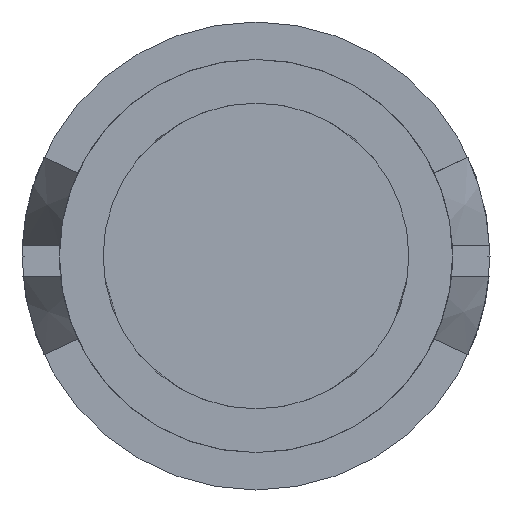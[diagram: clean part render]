
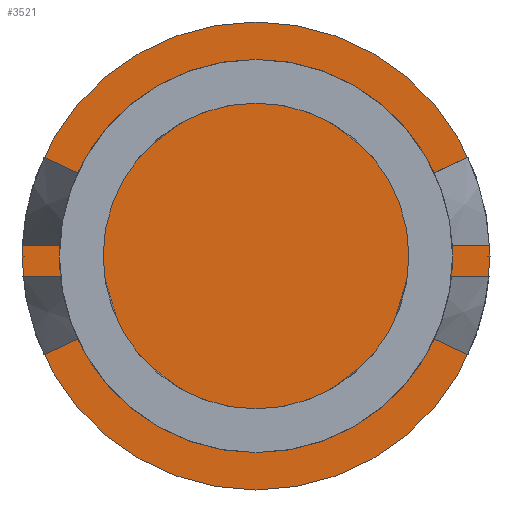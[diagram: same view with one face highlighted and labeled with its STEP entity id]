
A CAD part, front view. The second image highlights one B-rep face of the part: STEP entity #3521.
In plain terms, the highlighted planar face has unit normal (0, -1, 0).
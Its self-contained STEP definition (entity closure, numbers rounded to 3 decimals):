
#217 = ORIENTED_EDGE ( 'NONE', *, *, #8968, .F. ) ;
#309 = DIRECTION ( 'NONE',  ( 0., 0., -1. ) ) ;
#966 = CARTESIAN_POINT ( 'NONE',  ( 5.238, 9., 3.5 ) ) ;
#1113 = AXIS2_PLACEMENT_3D ( 'NONE', #14907, #10173, #2466 ) ;
#1252 = CARTESIAN_POINT ( 'NONE',  ( -7.5, 9., 3.5 ) ) ;
#1268 = DIRECTION ( 'NONE',  ( 0., 1., 0. ) ) ;
#1310 = CARTESIAN_POINT ( 'NONE',  ( -3.429, 9., -3.5 ) ) ;
#1622 = AXIS2_PLACEMENT_3D ( 'NONE', #7412, #1268, #7478 ) ;
#1646 = LINE ( 'NONE', #14657, #12785 ) ;
#1724 = CARTESIAN_POINT ( 'NONE',  ( 0., 9., -6.3 ) ) ;
#2233 = CARTESIAN_POINT ( 'NONE',  ( 6.3, 9., 0. ) ) ;
#2399 = CIRCLE ( 'NONE', #10149, 7.5 ) ;
#2466 = DIRECTION ( 'NONE',  ( 0., 0., -1. ) ) ;
#2906 = VERTEX_POINT ( 'NONE', #9084 ) ;
#3015 = CARTESIAN_POINT ( 'NONE',  ( 0., 9., 0. ) ) ;
#3025 = ORIENTED_EDGE ( 'NONE', *, *, #14255, .T. ) ;
#3131 = CIRCLE ( 'NONE', #10667, 4.9 ) ;
#3204 = VERTEX_POINT ( 'NONE', #1310 ) ;
#3269 = DIRECTION ( 'NONE',  ( 0., -1., 0. ) ) ;
#3316 = DIRECTION ( 'NONE',  ( 0., 0., -1. ) ) ;
#3353 = CARTESIAN_POINT ( 'NONE',  ( -3.429, 9., 3.5 ) ) ;
#3521 = ADVANCED_FACE ( 'NONE', ( #3876, #5083, #15741 ), #14471, .T. ) ;
#3619 = EDGE_CURVE ( 'NONE', #4210, #10746, #3131, .T. ) ;
#3755 = EDGE_CURVE ( 'NONE', #15604, #19194, #8209, .T. ) ;
#3768 = ORIENTED_EDGE ( 'NONE', *, *, #17663, .F. ) ;
#3812 = CARTESIAN_POINT ( 'NONE',  ( 0., 9., 6.3 ) ) ;
#3876 = FACE_BOUND ( 'NONE', #18693, .T. ) ;
#4061 = CIRCLE ( 'NONE', #10180, 4.9 ) ;
#4210 = VERTEX_POINT ( 'NONE', #4723 ) ;
#4270 = CARTESIAN_POINT ( 'NONE',  ( 0., 9., 4.9 ) ) ;
#4385 = ORIENTED_EDGE ( 'NONE', *, *, #12051, .F. ) ;
#4704 = DIRECTION ( 'NONE',  ( 0., -1., 0. ) ) ;
#4723 = CARTESIAN_POINT ( 'NONE',  ( 3.429, 9., -3.5 ) ) ;
#4765 = DIRECTION ( 'NONE',  ( 0., 0., -1. ) ) ;
#4859 = EDGE_LOOP ( 'NONE', ( #8497, #3025, #8489, #12199, #10253, #3768 ) ) ;
#5083 = FACE_BOUND ( 'NONE', #4859, .T. ) ;
#5138 = DIRECTION ( 'NONE',  ( 0., 0., -1. ) ) ;
#5627 = CARTESIAN_POINT ( 'NONE',  ( 0., 9., 0. ) ) ;
#5757 = EDGE_CURVE ( 'NONE', #11290, #8089, #17417, .T. ) ;
#5761 = DIRECTION ( 'NONE',  ( 0., -1., 0. ) ) ;
#5813 = ORIENTED_EDGE ( 'NONE', *, *, #5757, .F. ) ;
#6019 = CARTESIAN_POINT ( 'NONE',  ( 3.429, 9., 3.5 ) ) ;
#6517 = VERTEX_POINT ( 'NONE', #966 ) ;
#6569 = DIRECTION ( 'NONE',  ( 0., 1., 0. ) ) ;
#6966 = VECTOR ( 'NONE', #7725, 1000. ) ;
#7001 = DIRECTION ( 'NONE',  ( 1., 0., 0. ) ) ;
#7412 = CARTESIAN_POINT ( 'NONE',  ( 0., 9., 0. ) ) ;
#7466 = CARTESIAN_POINT ( 'NONE',  ( -7.5, 9., -3.5 ) ) ;
#7478 = DIRECTION ( 'NONE',  ( 0., 0., -1. ) ) ;
#7642 = EDGE_CURVE ( 'NONE', #11536, #17605, #2399, .T. ) ;
#7689 = CARTESIAN_POINT ( 'NONE',  ( 0., 9., 0. ) ) ;
#7725 = DIRECTION ( 'NONE',  ( 1., 0., 0. ) ) ;
#7940 = DIRECTION ( 'NONE',  ( 0., 0., -1. ) ) ;
#7988 = ORIENTED_EDGE ( 'NONE', *, *, #7642, .T. ) ;
#8089 = VERTEX_POINT ( 'NONE', #18375 ) ;
#8184 = AXIS2_PLACEMENT_3D ( 'NONE', #3015, #3269, #7940 ) ;
#8209 = CIRCLE ( 'NONE', #11041, 6.3 ) ;
#8371 = CIRCLE ( 'NONE', #14452, 6.3 ) ;
#8489 = ORIENTED_EDGE ( 'NONE', *, *, #13621, .F. ) ;
#8497 = ORIENTED_EDGE ( 'NONE', *, *, #3619, .F. ) ;
#8848 = DIRECTION ( 'NONE',  ( 0., 0., -1. ) ) ;
#8919 = DIRECTION ( 'NONE',  ( 0., 1., 0. ) ) ;
#8968 = EDGE_CURVE ( 'NONE', #19809, #18832, #15473, .T. ) ;
#9012 = DIRECTION ( 'NONE',  ( 1., 0., 0. ) ) ;
#9045 = CARTESIAN_POINT ( 'NONE',  ( 0., 9., 0. ) ) ;
#9084 = CARTESIAN_POINT ( 'NONE',  ( 5.238, 9., -3.5 ) ) ;
#9363 = VECTOR ( 'NONE', #15041, 1000. ) ;
#9406 = EDGE_CURVE ( 'NONE', #15604, #3204, #9888, .T. ) ;
#9464 = ORIENTED_EDGE ( 'NONE', *, *, #17101, .F. ) ;
#9691 = EDGE_CURVE ( 'NONE', #17605, #11536, #10874, .T. ) ;
#9863 = DIRECTION ( 'NONE',  ( 0., -1., 0. ) ) ;
#9888 = LINE ( 'NONE', #7466, #18153 ) ;
#10149 = AXIS2_PLACEMENT_3D ( 'NONE', #7689, #20049, #4765 ) ;
#10173 = DIRECTION ( 'NONE',  ( 0., -1., 0. ) ) ;
#10180 = AXIS2_PLACEMENT_3D ( 'NONE', #15023, #8919, #18157 ) ;
#10253 = ORIENTED_EDGE ( 'NONE', *, *, #9406, .T. ) ;
#10629 = CARTESIAN_POINT ( 'NONE',  ( 7.5, 9., 0. ) ) ;
#10652 = DIRECTION ( 'NONE',  ( 0., 0., -1. ) ) ;
#10667 = AXIS2_PLACEMENT_3D ( 'NONE', #9045, #19930, #10677 ) ;
#10677 = DIRECTION ( 'NONE',  ( 0., 0., -1. ) ) ;
#10746 = VERTEX_POINT ( 'NONE', #13143 ) ;
#10874 = CIRCLE ( 'NONE', #14187, 7.5 ) ;
#10972 = CARTESIAN_POINT ( 'NONE',  ( 0., 9., 0. ) ) ;
#11041 = AXIS2_PLACEMENT_3D ( 'NONE', #16958, #4704, #10652 ) ;
#11290 = VERTEX_POINT ( 'NONE', #3812 ) ;
#11536 = VERTEX_POINT ( 'NONE', #10629 ) ;
#12051 = EDGE_CURVE ( 'NONE', #18832, #6517, #1646, .T. ) ;
#12199 = ORIENTED_EDGE ( 'NONE', *, *, #3755, .F. ) ;
#12455 = CARTESIAN_POINT ( 'NONE',  ( 0., 9., 0. ) ) ;
#12500 = CIRCLE ( 'NONE', #1622, 4.9 ) ;
#12522 = CARTESIAN_POINT ( 'NONE',  ( -7.5, 9., -3.5 ) ) ;
#12654 = DIRECTION ( 'NONE',  ( 0., -1., 0. ) ) ;
#12785 = VECTOR ( 'NONE', #7001, 1000. ) ;
#13143 = CARTESIAN_POINT ( 'NONE',  ( 0., 9., -4.9 ) ) ;
#13621 = EDGE_CURVE ( 'NONE', #19194, #2906, #15206, .T. ) ;
#14117 = EDGE_LOOP ( 'NONE', ( #7988, #16250 ) ) ;
#14187 = AXIS2_PLACEMENT_3D ( 'NONE', #12455, #12654, #309 ) ;
#14255 = EDGE_CURVE ( 'NONE', #4210, #2906, #15687, .T. ) ;
#14452 = AXIS2_PLACEMENT_3D ( 'NONE', #5627, #5761, #8848 ) ;
#14471 = PLANE ( 'NONE',  #18994 ) ;
#14657 = CARTESIAN_POINT ( 'NONE',  ( -7.5, 9., 3.5 ) ) ;
#14814 = CARTESIAN_POINT ( 'NONE',  ( -5.238, 9., -3.5 ) ) ;
#14907 = CARTESIAN_POINT ( 'NONE',  ( 0., 9., 0. ) ) ;
#15023 = CARTESIAN_POINT ( 'NONE',  ( 0., 9., 0. ) ) ;
#15041 = DIRECTION ( 'NONE',  ( 1., 0., 0. ) ) ;
#15048 = EDGE_CURVE ( 'NONE', #8089, #15723, #16887, .T. ) ;
#15086 = AXIS2_PLACEMENT_3D ( 'NONE', #10972, #6569, #3316 ) ;
#15206 = CIRCLE ( 'NONE', #1113, 6.3 ) ;
#15473 = CIRCLE ( 'NONE', #15086, 4.9 ) ;
#15604 = VERTEX_POINT ( 'NONE', #14814 ) ;
#15687 = LINE ( 'NONE', #12522, #6966 ) ;
#15723 = VERTEX_POINT ( 'NONE', #3353 ) ;
#15741 = FACE_OUTER_BOUND ( 'NONE', #14117, .T. ) ;
#16250 = ORIENTED_EDGE ( 'NONE', *, *, #9691, .T. ) ;
#16887 = LINE ( 'NONE', #1252, #9363 ) ;
#16958 = CARTESIAN_POINT ( 'NONE',  ( 0., 9., 0. ) ) ;
#17101 = EDGE_CURVE ( 'NONE', #6517, #11290, #8371, .T. ) ;
#17417 = CIRCLE ( 'NONE', #8184, 6.3 ) ;
#17605 = VERTEX_POINT ( 'NONE', #18192 ) ;
#17653 = ORIENTED_EDGE ( 'NONE', *, *, #15048, .F. ) ;
#17663 = EDGE_CURVE ( 'NONE', #10746, #3204, #12500, .T. ) ;
#18153 = VECTOR ( 'NONE', #9012, 1000. ) ;
#18157 = DIRECTION ( 'NONE',  ( 0., 0., -1. ) ) ;
#18192 = CARTESIAN_POINT ( 'NONE',  ( -7.5, 9., 0. ) ) ;
#18375 = CARTESIAN_POINT ( 'NONE',  ( -5.238, 9., 3.5 ) ) ;
#18693 = EDGE_LOOP ( 'NONE', ( #4385, #217, #19728, #17653, #5813, #9464 ) ) ;
#18832 = VERTEX_POINT ( 'NONE', #6019 ) ;
#18994 = AXIS2_PLACEMENT_3D ( 'NONE', #2233, #9863, #5138 ) ;
#19194 = VERTEX_POINT ( 'NONE', #1724 ) ;
#19728 = ORIENTED_EDGE ( 'NONE', *, *, #19868, .F. ) ;
#19809 = VERTEX_POINT ( 'NONE', #4270 ) ;
#19868 = EDGE_CURVE ( 'NONE', #15723, #19809, #4061, .T. ) ;
#19930 = DIRECTION ( 'NONE',  ( 0., 1., 0. ) ) ;
#20049 = DIRECTION ( 'NONE',  ( 0., -1., 0. ) ) ;
